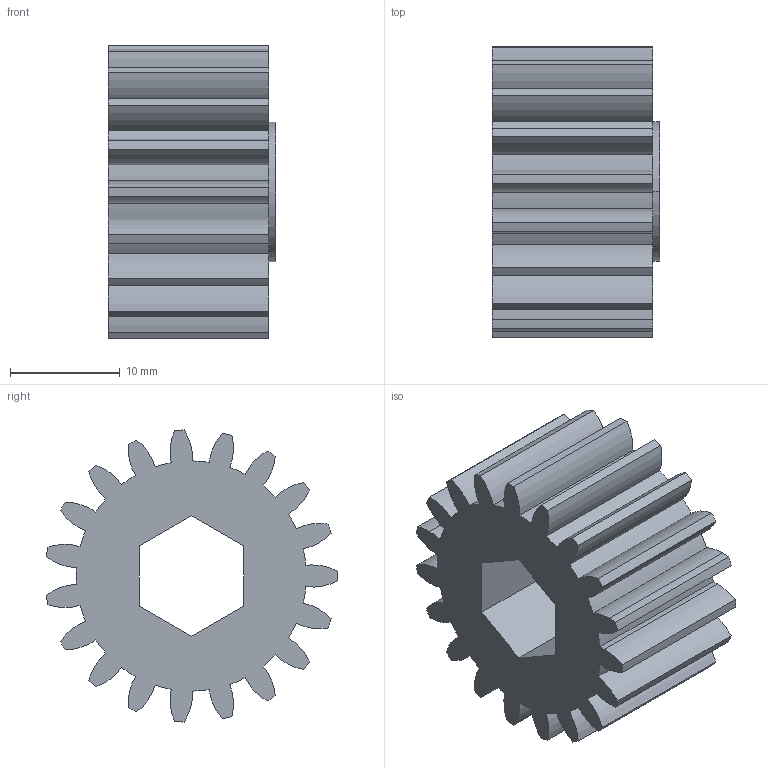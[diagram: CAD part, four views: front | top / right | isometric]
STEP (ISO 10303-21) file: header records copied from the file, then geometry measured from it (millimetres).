
FILE_DESCRIPTION (( 'STEP AP203' ), '1' );
FILE_NAME ('19.hex375.AM.STEP', '2014-06-22T05:32:58', ( '' ), ( '' ), 'SwSTEP 2.0', 'SolidWorks 2013', '' );
FILE_SCHEMA (( 'CONFIG_CONTROL_DESIGN' ));
Length unit declared in the file: inch
Products named in the file (1): 19.hex375.AM
Bounding box: 15.24 x 26.55 x 26.64 mm (x, y, z)
Volume: 5291.4 mm3; surface area: 3564.8 mm2
Topology: 1 solids, 1 shells, 90 faces, 261 edges, 174 vertices
Faces by surface type: cylinder 81, plane 9
Entity records: 3150 total; most frequent: DIRECTION 605, CARTESIAN_POINT 526, ORIENTED_EDGE 522, EDGE_CURVE 261, AXIS2_PLACEMENT_3D 253, VERTEX_POINT 174, CIRCLE 162, LINE 99
